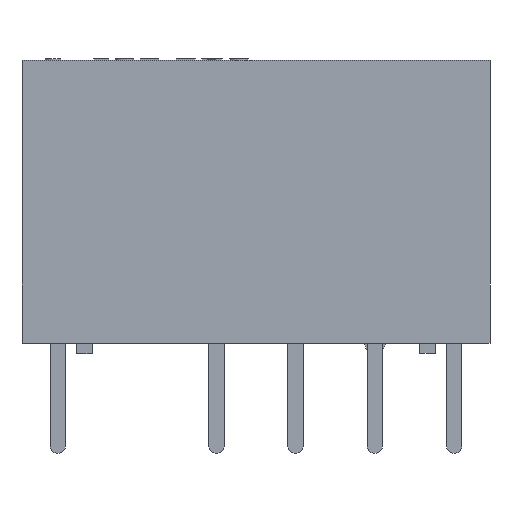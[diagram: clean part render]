
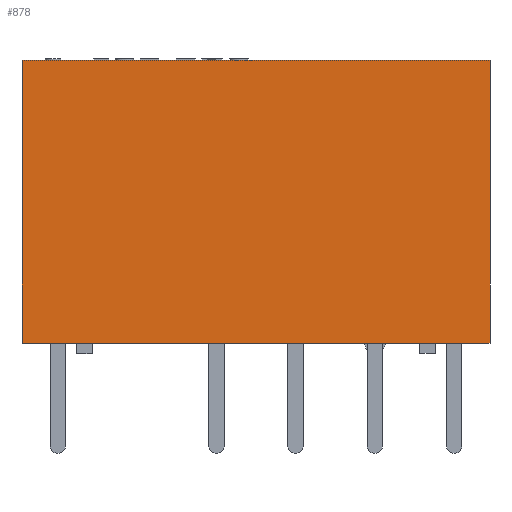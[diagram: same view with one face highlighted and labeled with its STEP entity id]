
A CAD part, left-side view. The second image highlights one B-rep face of the part: STEP entity #878.
In plain terms, the highlighted planar face has unit normal (-1, 0, 0).
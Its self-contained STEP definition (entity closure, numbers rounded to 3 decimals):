
#723 = VERTEX_POINT('',#724);
#724 = CARTESIAN_POINT('',(-3.75,8.8,0.33));
#730 = EDGE_CURVE('',#731,#723,#733,.T.);
#731 = VERTEX_POINT('',#732);
#732 = CARTESIAN_POINT('',(-3.75,-6.2,0.33));
#733 = LINE('',#734,#735);
#734 = CARTESIAN_POINT('',(-3.75,1.3,0.33));
#735 = VECTOR('',#736,1.);
#736 = DIRECTION('',(0.,1.,0.));
#861 = VERTEX_POINT('',#862);
#862 = CARTESIAN_POINT('',(-3.75,-6.2,9.4));
#868 = EDGE_CURVE('',#731,#861,#869,.T.);
#869 = LINE('',#870,#871);
#870 = CARTESIAN_POINT('',(-3.75,-6.2,0.));
#871 = VECTOR('',#872,1.);
#872 = DIRECTION('',(0.,0.,1.));
#878 = ADVANCED_FACE('',(#879),#897,.T.);
#879 = FACE_BOUND('',#880,.T.);
#880 = EDGE_LOOP('',(#881,#882,#883,#891));
#881 = ORIENTED_EDGE('',*,*,#730,.F.);
#882 = ORIENTED_EDGE('',*,*,#868,.T.);
#883 = ORIENTED_EDGE('',*,*,#884,.T.);
#884 = EDGE_CURVE('',#861,#885,#887,.T.);
#885 = VERTEX_POINT('',#886);
#886 = CARTESIAN_POINT('',(-3.75,8.8,9.4));
#887 = LINE('',#888,#889);
#888 = CARTESIAN_POINT('',(-3.75,-6.2,9.4));
#889 = VECTOR('',#890,1.);
#890 = DIRECTION('',(0.,1.,0.));
#891 = ORIENTED_EDGE('',*,*,#892,.F.);
#892 = EDGE_CURVE('',#723,#885,#893,.T.);
#893 = LINE('',#894,#895);
#894 = CARTESIAN_POINT('',(-3.75,8.8,0.));
#895 = VECTOR('',#896,1.);
#896 = DIRECTION('',(0.,0.,1.));
#897 = PLANE('',#898);
#898 = AXIS2_PLACEMENT_3D('',#899,#900,#901);
#899 = CARTESIAN_POINT('',(-3.75,-6.2,0.));
#900 = DIRECTION('',(-1.,0.,0.));
#901 = DIRECTION('',(0.,1.,0.));
